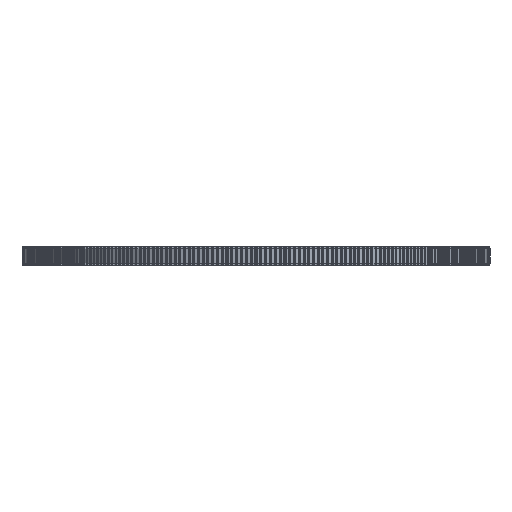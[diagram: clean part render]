
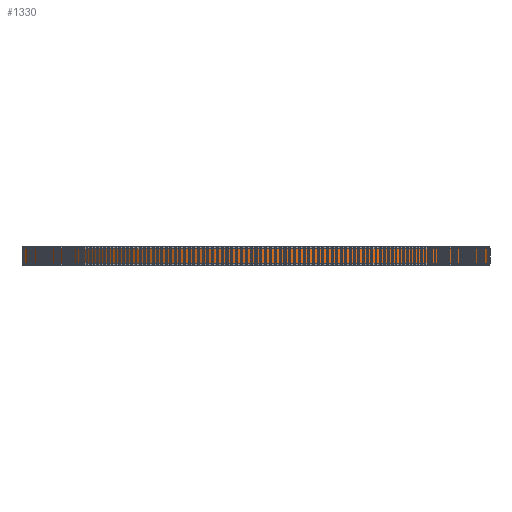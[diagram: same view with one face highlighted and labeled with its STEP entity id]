
A CAD part, front view. The second image highlights one B-rep face of the part: STEP entity #1330.
In plain terms, the highlighted cylindrical face has radius 96.13 mm (diameter 192.259 mm), a full revolution.
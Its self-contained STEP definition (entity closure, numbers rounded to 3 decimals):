
#97=FACE_BOUND('',#4960,.T.);
#98=FACE_BOUND('',#4961,.T.);
#1330=ADVANCED_FACE('',(#97,#98),#2539,.T.);
#2539=CYLINDRICAL_SURFACE('',#26719,96.13);
#4960=EDGE_LOOP('',(#14626));
#4961=EDGE_LOOP('',(#14627));
#14626=ORIENTED_EDGE('',*,*,#20670,.T.);
#14627=ORIENTED_EDGE('',*,*,#20671,.T.);
#17044=VERTEX_POINT('',#42440);
#17045=VERTEX_POINT('',#42442);
#20670=EDGE_CURVE('',#17044,#17044,#23088,.T.);
#20671=EDGE_CURVE('',#17045,#17045,#23089,.T.);
#23088=CIRCLE('',#26717,96.13);
#23089=CIRCLE('',#26718,96.13);
#26717=AXIS2_PLACEMENT_3D('',#42439,#35182,#35183);
#26718=AXIS2_PLACEMENT_3D('',#42441,#35184,#35185);
#26719=AXIS2_PLACEMENT_3D('',#42443,#35186,#35187);
#35182=DIRECTION('',(0.,0.,1.));
#35183=DIRECTION('',(1.,0.,0.));
#35184=DIRECTION('',(0.,0.,-1.));
#35185=DIRECTION('',(1.,0.,0.));
#35186=DIRECTION('',(0.,0.,1.));
#35187=DIRECTION('',(1.,0.,0.));
#42439=CARTESIAN_POINT('',(0.,0.,1.));
#42440=CARTESIAN_POINT('',(96.13,0.,1.));
#42441=CARTESIAN_POINT('',(0.,0.,7.));
#42442=CARTESIAN_POINT('',(96.13,0.,7.));
#42443=CARTESIAN_POINT('',(0.,0.,1.));
